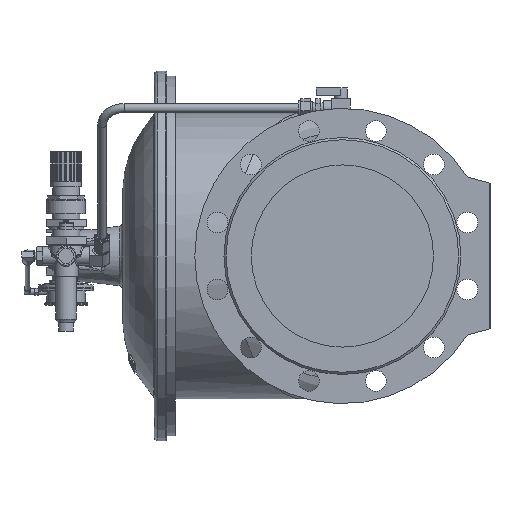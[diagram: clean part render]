
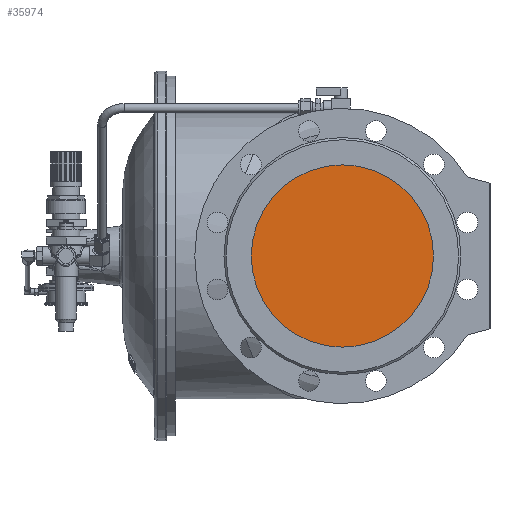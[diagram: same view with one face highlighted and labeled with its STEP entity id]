
A CAD part, left-side view. The second image highlights one B-rep face of the part: STEP entity #35974.
In plain terms, the highlighted planar face has unit normal (-1, 0, 0).
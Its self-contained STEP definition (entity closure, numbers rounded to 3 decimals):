
#3093 = EDGE_LOOP ( 'NONE', ( #11255 ) ) ;
#6332 = FACE_OUTER_BOUND ( 'NONE', #3093, .T. ) ;
#6833 = VERTEX_POINT ( 'NONE', #25393 ) ;
#8282 = CARTESIAN_POINT ( 'NONE',  ( -355., 0., 0. ) ) ;
#8284 = PLANE ( 'NONE',  #8721 ) ;
#8290 = DIRECTION ( 'NONE',  ( -1., 0., 0. ) ) ;
#8292 = DIRECTION ( 'NONE',  ( 0., -1., 0. ) ) ;
#8721 = AXIS2_PLACEMENT_3D ( 'NONE', #8282, #8290, #8292 ) ;
#11255 = ORIENTED_EDGE ( 'NONE', *, *, #16304, .T. ) ;
#16304 = EDGE_CURVE ( 'NONE', #6833, #6833, #23111, .T. ) ;
#16559 = AXIS2_PLACEMENT_3D ( 'NONE', #33562, #33563, #33564 ) ;
#23111 = CIRCLE ( 'NONE', #16559, 125. ) ;
#25393 = CARTESIAN_POINT ( 'NONE',  ( -355., -125., 0. ) ) ;
#33562 = CARTESIAN_POINT ( 'NONE',  ( -355., 0., 0. ) ) ;
#33563 = DIRECTION ( 'NONE',  ( -1., 0., 0. ) ) ;
#33564 = DIRECTION ( 'NONE',  ( 0., -1., 0. ) ) ;
#35974 = ADVANCED_FACE ( 'NONE', ( #6332 ), #8284, .T. ) ;
